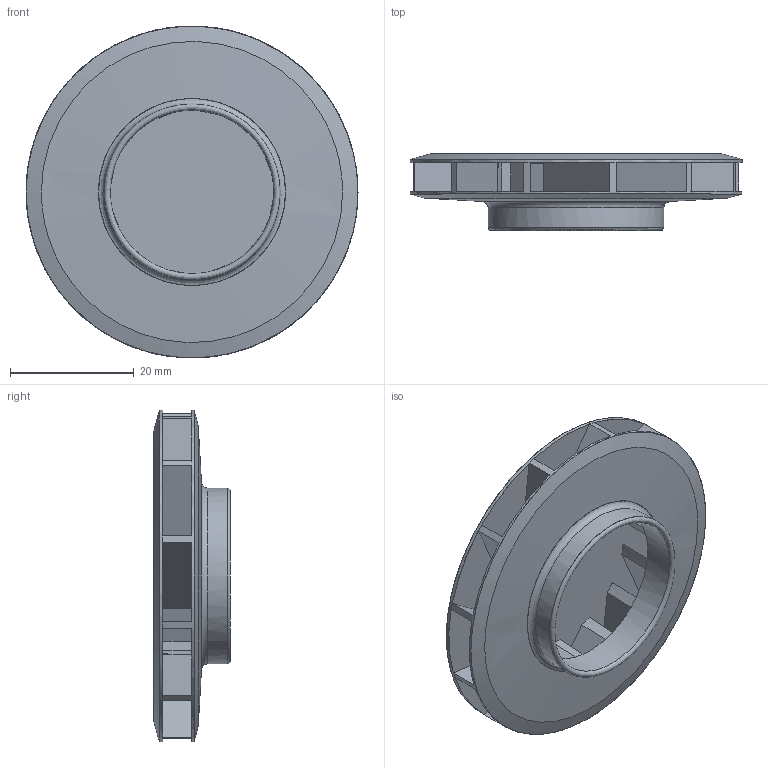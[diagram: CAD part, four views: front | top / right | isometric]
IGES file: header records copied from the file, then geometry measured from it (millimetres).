
Global section: file name: impeller2.igs; native system: NX V7.5; preprocessor: SIEMENS PLM Software NX 7.5; date: 20131114.213304; units: millimetre
Bounding box: 53.69 x 12.44 x 53.69 mm (x, y, z)
Surface area: 10800.4 mm2 (no closed solid volume)
Topology: 0 solids, 0 shells, 59 faces, 449 edges, 457 vertices
Faces by surface type: bspline 59
